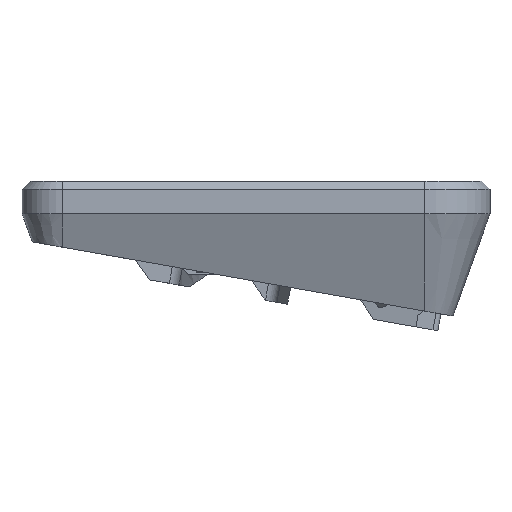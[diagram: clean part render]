
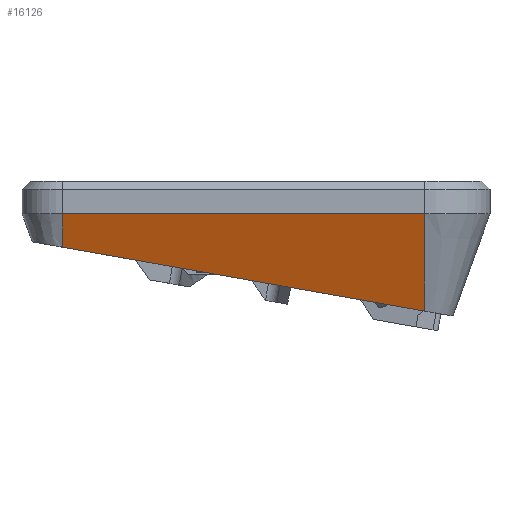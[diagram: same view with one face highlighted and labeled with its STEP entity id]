
A CAD part, front view. The second image highlights one B-rep face of the part: STEP entity #16126.
In plain terms, the highlighted planar face has unit normal (0, -0.94, -0.342).
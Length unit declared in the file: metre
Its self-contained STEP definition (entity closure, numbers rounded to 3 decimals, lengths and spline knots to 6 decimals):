
#1839=ORIENTED_EDGE('',*,*,#6527,.T.);
#1840=ORIENTED_EDGE('',*,*,#6539,.F.);
#1841=ORIENTED_EDGE('',*,*,#6540,.T.);
#1842=ORIENTED_EDGE('',*,*,#6541,.F.);
#6527=EDGE_CURVE('',#8879,#8878,#10493,.T.);
#6539=EDGE_CURVE('',#8886,#8878,#10502,.T.);
#6540=EDGE_CURVE('',#8886,#8887,#10503,.T.);
#6541=EDGE_CURVE('',#8879,#8887,#10504,.T.);
#8878=VERTEX_POINT('',#24580);
#8879=VERTEX_POINT('',#24582);
#8886=VERTEX_POINT('',#24605);
#8887=VERTEX_POINT('',#24607);
#10493=LINE('',#24581,#12207);
#10502=LINE('',#24604,#12216);
#10503=LINE('',#24606,#12217);
#10504=LINE('',#24608,#12218);
#12207=VECTOR('',#19082,1.);
#12216=VECTOR('',#19105,1.);
#12217=VECTOR('',#19106,1.);
#12218=VECTOR('',#19107,1.);
#13667=EDGE_LOOP('',(#1839,#1840,#1841,#1842));
#14638=FACE_BOUND('',#13667,.T.);
#15568=PLANE('',#17088);
#16126=ADVANCED_FACE('',(#14638),#15568,.T.);
#17088=AXIS2_PLACEMENT_3D('',#24603,#19103,#19104);
#19082=DIRECTION('',(0.,-0.342,0.94));
#19103=DIRECTION('',(0.,-0.94,-0.342));
#19104=DIRECTION('',(1.,0.,0.));
#19105=DIRECTION('',(1.,0.,0.));
#19106=DIRECTION('',(0.,0.342,-0.94));
#19107=DIRECTION('',(-0.983,-0.063,0.173));
#24580=CARTESIAN_POINT('',(0.0751,-0.05334,0.0236));
#24581=CARTESIAN_POINT('',(0.0751,-0.047153,0.0066));
#24582=CARTESIAN_POINT('',(0.0751,-0.044647,-0.000285));
#24603=CARTESIAN_POINT('',(0.0381,-0.047153,0.0066));
#24604=CARTESIAN_POINT('',(0.0751,-0.05334,0.0236));
#24605=CARTESIAN_POINT('',(-0.0139,-0.05334,0.0236));
#24606=CARTESIAN_POINT('',(-0.0139,-0.05334,0.0236));
#24607=CARTESIAN_POINT('',(-0.0139,-0.050358,0.015408));
#24608=CARTESIAN_POINT('',(0.03803,-0.047026,0.006251));
